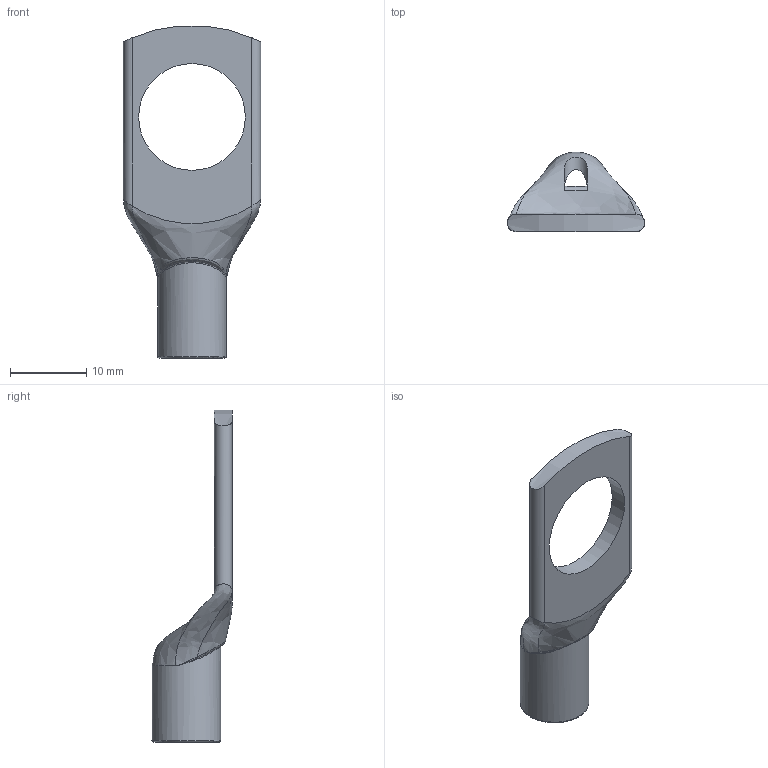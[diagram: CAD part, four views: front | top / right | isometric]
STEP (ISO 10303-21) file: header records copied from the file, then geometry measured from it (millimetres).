
FILE_DESCRIPTION((''),'2;1');
FILE_NAME('PK16-14.stp','2016-02-12T07:49:18',(''),(''),'Autodesk Inventor 2010','Autodesk Inventor 2010','');
FILE_SCHEMA(('AUTOMOTIVE_DESIGN { 1 0 10303 214 1 1 1 1 }'));
Length unit declared in the file: millimetre
Products named in the file (1): PK16-14
Bounding box: 18 x 10.5 x 43.56 mm (x, y, z)
Volume: 1366.2 mm3; surface area: 1721.4 mm2
Topology: 1 solids, 1 shells, 176 faces, 478 edges, 315 vertices
Faces by surface type: plane 93, bspline 45, cylinder 36, torus 1, cone 1
Full cylindrical faces by diameter (mm): 6 x1, 9 x1, 14 x1
Entity records: 6750 total; most frequent: CARTESIAN_POINT 2552, ORIENTED_EDGE 938, DIRECTION 727, EDGE_CURVE 469, VERTEX_POINT 313, VECTOR 281, LINE 281, AXIS2_PLACEMENT_3D 223
